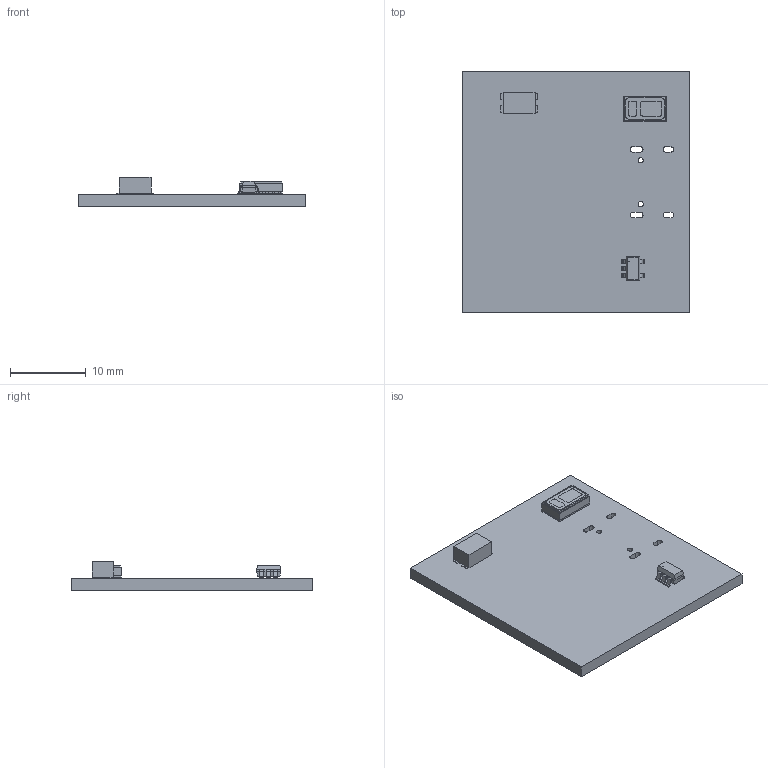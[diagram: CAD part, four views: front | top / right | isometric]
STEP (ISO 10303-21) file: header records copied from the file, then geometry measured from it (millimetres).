
FILE_DESCRIPTION(('KiCad electronic assembly'),'2;1');
FILE_NAME('model.step','2025-01-08T19:15:59',('Pcbnew'),('Kicad'), 'Open CASCADE STEP processor 7.7','KiCad to STEP converter','Unknown' );
FILE_SCHEMA(('AUTOMOTIVE_DESIGN { 1 0 10303 214 1 1 1 1 }'));
Length unit declared in the file: millimetre
Products named in the file (8): model 1; KMR211NGLFS; ASSEMBLY; MAX30102EFD+T; MAX30102EFD+; SOT-23-5_RIT; part; demo_PCB
Assembly tree (7 placements, depth 3):
  model 1
    KMR211NGLFS
      ASSEMBLY
    MAX30102EFD+T
      MAX30102EFD+
    SOT-23-5_RIT
      part
    demo_PCB
Bounding box: 30 x 31.9 x 3.85 mm (x, y, z)
Volume: 1585.3 mm3; surface area: 2388.4 mm2
Topology: 33 solids, 33 shells, 388 faces, 933 edges, 618 vertices
Faces by surface type: plane 313, cylinder 75
Full cylindrical faces by diameter (mm): 0.09 x1, 0.7 x2
Entity records: 12104 total; most frequent: CARTESIAN_POINT 1972, ORIENTED_EDGE 1866, DIRECTION 1858, EDGE_CURVE 933, LINE 782, VECTOR 782, VERTEX_POINT 618, AXIS2_PLACEMENT_3D 538
